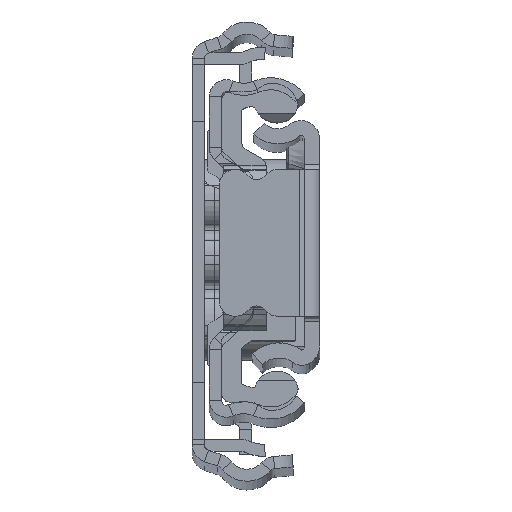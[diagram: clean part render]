
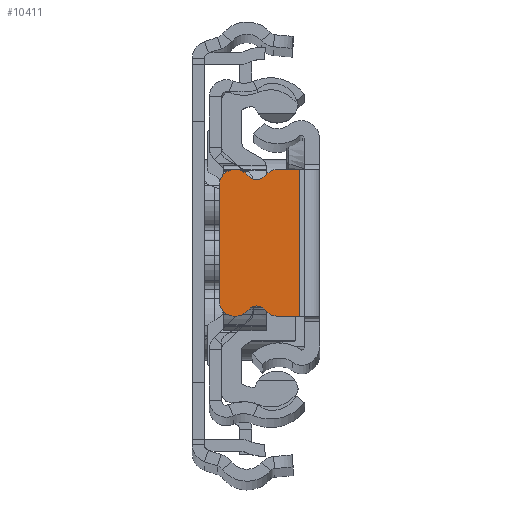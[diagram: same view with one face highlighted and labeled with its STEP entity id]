
A CAD part, top view. The second image highlights one B-rep face of the part: STEP entity #10411.
In plain terms, the highlighted planar face has unit normal (0, 0, 1).
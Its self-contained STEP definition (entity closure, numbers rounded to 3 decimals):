
#189 = VERTEX_POINT ( 'NONE', #13120 ) ;
#736 = CARTESIAN_POINT ( 'NONE',  ( 0., -7.3, 0. ) ) ;
#739 = VERTEX_POINT ( 'NONE', #7808 ) ;
#910 = LINE ( 'NONE', #18356, #17316 ) ;
#949 = VERTEX_POINT ( 'NONE', #25070 ) ;
#1247 = EDGE_CURVE ( 'NONE', #949, #24375, #22363, .T. ) ;
#1291 = EDGE_CURVE ( 'NONE', #8634, #2773, #18699, .T. ) ;
#1457 = ORIENTED_EDGE ( 'NONE', *, *, #2121, .T. ) ;
#1567 = CARTESIAN_POINT ( 'NONE',  ( 0., 7.3, 0. ) ) ;
#1637 = VERTEX_POINT ( 'NONE', #16813 ) ;
#1855 = EDGE_CURVE ( 'NONE', #739, #11538, #12732, .T. ) ;
#1914 = CARTESIAN_POINT ( 'NONE',  ( -8.362, -5.8, 0. ) ) ;
#1994 = DIRECTION ( 'NONE',  ( -1., 0., 0. ) ) ;
#2072 = AXIS2_PLACEMENT_3D ( 'NONE', #1914, #23888, #1994 ) ;
#2121 = EDGE_CURVE ( 'NONE', #9158, #949, #14333, .T. ) ;
#2175 = CIRCLE ( 'NONE', #15145, 1.5 ) ;
#2213 = AXIS2_PLACEMENT_3D ( 'NONE', #19598, #15417, #3606 ) ;
#2386 = DIRECTION ( 'NONE',  ( 0., 0., 1. ) ) ;
#2492 = DIRECTION ( 'NONE',  ( 0., 0., 1. ) ) ;
#2674 = EDGE_CURVE ( 'NONE', #189, #24375, #910, .T. ) ;
#2773 = VERTEX_POINT ( 'NONE', #23076 ) ;
#3004 = AXIS2_PLACEMENT_3D ( 'NONE', #8315, #24432, #8442 ) ;
#3219 = AXIS2_PLACEMENT_3D ( 'NONE', #8803, #2492, #16806 ) ;
#3442 = CIRCLE ( 'NONE', #21879, 1.5 ) ;
#3533 = LINE ( 'NONE', #1567, #25173 ) ;
#3606 = DIRECTION ( 'NONE',  ( -1., 0., 0. ) ) ;
#4116 = CARTESIAN_POINT ( 'NONE',  ( -8.5, 5.8, 0. ) ) ;
#4190 = CARTESIAN_POINT ( 'NONE',  ( -5.413, 6.706, 0. ) ) ;
#4472 = DIRECTION ( 'NONE',  ( 0., -1., 0. ) ) ;
#4584 = EDGE_CURVE ( 'NONE', #189, #9974, #11218, .T. ) ;
#4884 = ORIENTED_EDGE ( 'NONE', *, *, #1247, .T. ) ;
#5650 = AXIS2_PLACEMENT_3D ( 'NONE', #19063, #20893, #24723 ) ;
#5882 = EDGE_CURVE ( 'NONE', #18078, #8678, #8583, .T. ) ;
#5903 = VECTOR ( 'NONE', #18822, 1000. ) ;
#6238 = ORIENTED_EDGE ( 'NONE', *, *, #9750, .T. ) ;
#6315 = DIRECTION ( 'NONE',  ( 0., -1., 0. ) ) ;
#6653 = DIRECTION ( 'NONE',  ( 1., 0., 0. ) ) ;
#7808 = CARTESIAN_POINT ( 'NONE',  ( -10., 5.8, 0. ) ) ;
#7872 = CARTESIAN_POINT ( 'NONE',  ( -4.218, 7.3, 0. ) ) ;
#8045 = ORIENTED_EDGE ( 'NONE', *, *, #11105, .T. ) ;
#8315 = CARTESIAN_POINT ( 'NONE',  ( -6.29, -7.37, 0. ) ) ;
#8442 = DIRECTION ( 'NONE',  ( -1., 0., 0. ) ) ;
#8507 = ORIENTED_EDGE ( 'NONE', *, *, #5882, .T. ) ;
#8583 = CIRCLE ( 'NONE', #5650, 1.5 ) ;
#8634 = VERTEX_POINT ( 'NONE', #25026 ) ;
#8678 = VERTEX_POINT ( 'NONE', #11257 ) ;
#8803 = CARTESIAN_POINT ( 'NONE',  ( -6.29, 7.37, 0. ) ) ;
#8857 = VECTOR ( 'NONE', #4472, 1000. ) ;
#8960 = EDGE_CURVE ( 'NONE', #9974, #10776, #3442, .T. ) ;
#9158 = VERTEX_POINT ( 'NONE', #23677 ) ;
#9593 = DIRECTION ( 'NONE',  ( -1., 0., 0. ) ) ;
#9750 = EDGE_CURVE ( 'NONE', #11538, #8634, #2175, .T. ) ;
#9974 = VERTEX_POINT ( 'NONE', #7872 ) ;
#10033 = FACE_OUTER_BOUND ( 'NONE', #25405, .T. ) ;
#10411 = ADVANCED_FACE ( 'NONE', ( #10033 ), #21807, .F. ) ;
#10431 = DIRECTION ( 'NONE',  ( -1., 0., 0. ) ) ;
#10525 = EDGE_CURVE ( 'NONE', #1637, #739, #18121, .T. ) ;
#10533 = DIRECTION ( 'NONE',  ( -1., 0., 0. ) ) ;
#10776 = VERTEX_POINT ( 'NONE', #4190 ) ;
#10926 = VECTOR ( 'NONE', #6653, 1000. ) ;
#11105 = EDGE_CURVE ( 'NONE', #2773, #23715, #19212, .T. ) ;
#11154 = ORIENTED_EDGE ( 'NONE', *, *, #10525, .T. ) ;
#11218 = LINE ( 'NONE', #13432, #15716 ) ;
#11257 = CARTESIAN_POINT ( 'NONE',  ( -8.362, 7.3, 0. ) ) ;
#11344 = DIRECTION ( 'NONE',  ( -1., 0., 0. ) ) ;
#11538 = VERTEX_POINT ( 'NONE', #14424 ) ;
#12240 = CIRCLE ( 'NONE', #3004, 1.1 ) ;
#12394 = DIRECTION ( 'NONE',  ( 0., 0., 1. ) ) ;
#12454 = DIRECTION ( 'NONE',  ( 0., 0., 1. ) ) ;
#12732 = LINE ( 'NONE', #14712, #8857 ) ;
#13120 = CARTESIAN_POINT ( 'NONE',  ( -2., 7.3, 0. ) ) ;
#13432 = CARTESIAN_POINT ( 'NONE',  ( 0., 7.3, 0. ) ) ;
#13715 = DIRECTION ( 'NONE',  ( 0., 0., 1. ) ) ;
#14333 = CIRCLE ( 'NONE', #23119, 1.5 ) ;
#14424 = CARTESIAN_POINT ( 'NONE',  ( -10., -5.8, 0. ) ) ;
#14447 = CARTESIAN_POINT ( 'NONE',  ( -8.5, -5.8, 0. ) ) ;
#14712 = CARTESIAN_POINT ( 'NONE',  ( -10., 0., 0. ) ) ;
#14742 = ORIENTED_EDGE ( 'NONE', *, *, #24717, .F. ) ;
#15145 = AXIS2_PLACEMENT_3D ( 'NONE', #14447, #12454, #20202 ) ;
#15417 = DIRECTION ( 'NONE',  ( 0., 0., -1. ) ) ;
#15716 = VECTOR ( 'NONE', #11344, 1000. ) ;
#16581 = ORIENTED_EDGE ( 'NONE', *, *, #4584, .T. ) ;
#16630 = ORIENTED_EDGE ( 'NONE', *, *, #8960, .T. ) ;
#16806 = DIRECTION ( 'NONE',  ( 1., 0., 0. ) ) ;
#16813 = CARTESIAN_POINT ( 'NONE',  ( -8.5, 7.3, 0. ) ) ;
#16883 = CARTESIAN_POINT ( 'NONE',  ( 0., -7.3, 0. ) ) ;
#17316 = VECTOR ( 'NONE', #6315, 1000. ) ;
#17590 = ORIENTED_EDGE ( 'NONE', *, *, #1855, .T. ) ;
#17779 = DIRECTION ( 'NONE',  ( -1., 0., 0. ) ) ;
#17860 = ORIENTED_EDGE ( 'NONE', *, *, #2674, .F. ) ;
#18078 = VERTEX_POINT ( 'NONE', #20535 ) ;
#18121 = CIRCLE ( 'NONE', #20606, 1.5 ) ;
#18356 = CARTESIAN_POINT ( 'NONE',  ( -2., -7.3, 0. ) ) ;
#18413 = CARTESIAN_POINT ( 'NONE',  ( -4.218, 5.8, 0. ) ) ;
#18699 = LINE ( 'NONE', #736, #5903 ) ;
#18711 = CIRCLE ( 'NONE', #3219, 1.1 ) ;
#18822 = DIRECTION ( 'NONE',  ( 1., 0., 0. ) ) ;
#19063 = CARTESIAN_POINT ( 'NONE',  ( -8.362, 5.8, 0. ) ) ;
#19212 = CIRCLE ( 'NONE', #2072, 1.5 ) ;
#19598 = CARTESIAN_POINT ( 'NONE',  ( 0., 0., 0. ) ) ;
#19771 = CARTESIAN_POINT ( 'NONE',  ( -7.167, -6.706, 0. ) ) ;
#20202 = DIRECTION ( 'NONE',  ( -1., 0., 0. ) ) ;
#20535 = CARTESIAN_POINT ( 'NONE',  ( -7.167, 6.706, 0. ) ) ;
#20606 = AXIS2_PLACEMENT_3D ( 'NONE', #4116, #2386, #10533 ) ;
#20871 = ORIENTED_EDGE ( 'NONE', *, *, #21197, .T. ) ;
#20875 = CARTESIAN_POINT ( 'NONE',  ( -2., -7.3, 0. ) ) ;
#20893 = DIRECTION ( 'NONE',  ( 0., 0., 1. ) ) ;
#21197 = EDGE_CURVE ( 'NONE', #8678, #1637, #3533, .T. ) ;
#21680 = EDGE_CURVE ( 'NONE', #9158, #23715, #12240, .T. ) ;
#21807 = PLANE ( 'NONE',  #2213 ) ;
#21879 = AXIS2_PLACEMENT_3D ( 'NONE', #18413, #12394, #10431 ) ;
#22363 = LINE ( 'NONE', #16883, #10926 ) ;
#23076 = CARTESIAN_POINT ( 'NONE',  ( -8.362, -7.3, 0. ) ) ;
#23119 = AXIS2_PLACEMENT_3D ( 'NONE', #23940, #13715, #17779 ) ;
#23677 = CARTESIAN_POINT ( 'NONE',  ( -5.413, -6.706, 0. ) ) ;
#23715 = VERTEX_POINT ( 'NONE', #19771 ) ;
#23888 = DIRECTION ( 'NONE',  ( 0., 0., 1. ) ) ;
#23940 = CARTESIAN_POINT ( 'NONE',  ( -4.218, -5.8, 0. ) ) ;
#24375 = VERTEX_POINT ( 'NONE', #20875 ) ;
#24432 = DIRECTION ( 'NONE',  ( 0., 0., 1. ) ) ;
#24497 = ORIENTED_EDGE ( 'NONE', *, *, #1291, .T. ) ;
#24717 = EDGE_CURVE ( 'NONE', #18078, #10776, #18711, .T. ) ;
#24723 = DIRECTION ( 'NONE',  ( -1., 0., 0. ) ) ;
#25026 = CARTESIAN_POINT ( 'NONE',  ( -8.5, -7.3, 0. ) ) ;
#25070 = CARTESIAN_POINT ( 'NONE',  ( -4.218, -7.3, 0. ) ) ;
#25173 = VECTOR ( 'NONE', #9593, 1000. ) ;
#25405 = EDGE_LOOP ( 'NONE', ( #20871, #11154, #17590, #6238, #24497, #8045, #25690, #1457, #4884, #17860, #16581, #16630, #14742, #8507 ) ) ;
#25690 = ORIENTED_EDGE ( 'NONE', *, *, #21680, .F. ) ;
